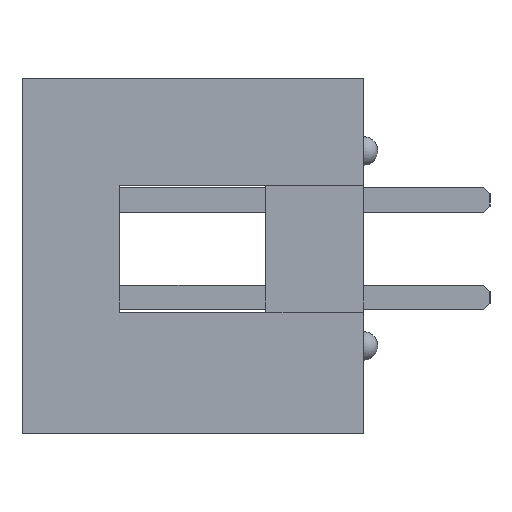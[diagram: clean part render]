
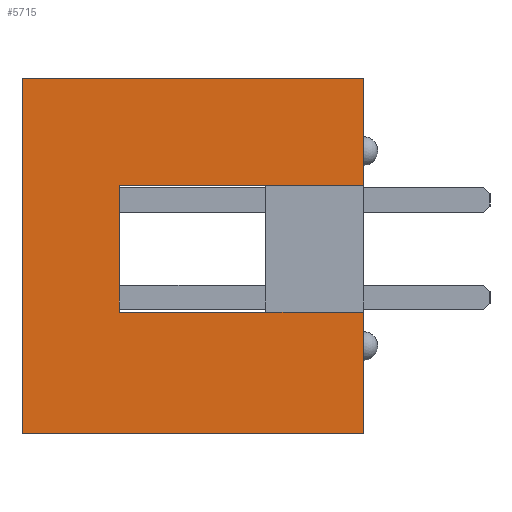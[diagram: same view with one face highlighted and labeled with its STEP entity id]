
A CAD part, left-side view. The second image highlights one B-rep face of the part: STEP entity #5715.
In plain terms, the highlighted planar face has unit normal (-1, 0, 0).
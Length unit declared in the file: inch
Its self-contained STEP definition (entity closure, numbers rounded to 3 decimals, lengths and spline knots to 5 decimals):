
#141=ORIENTED_EDGE('',*,*,#1767,.F.);
#142=ORIENTED_EDGE('',*,*,#1793,.F.);
#143=ORIENTED_EDGE('',*,*,#1790,.F.);
#144=ORIENTED_EDGE('',*,*,#1814,.F.);
#145=ORIENTED_EDGE('',*,*,#1815,.T.);
#146=ORIENTED_EDGE('',*,*,#1816,.T.);
#147=ORIENTED_EDGE('',*,*,#1786,.F.);
#148=ORIENTED_EDGE('',*,*,#1806,.F.);
#1767=EDGE_CURVE('',#2611,#2591,#3175,.T.);
#1786=EDGE_CURVE('',#2630,#2631,#3190,.T.);
#1790=EDGE_CURVE('',#2634,#2635,#3194,.T.);
#1793=EDGE_CURVE('',#2635,#2611,#3197,.T.);
#1806=EDGE_CURVE('',#2591,#2630,#3210,.T.);
#1814=EDGE_CURVE('',#2645,#2634,#3218,.T.);
#1815=EDGE_CURVE('',#2645,#2646,#3219,.T.);
#1816=EDGE_CURVE('',#2646,#2631,#3220,.T.);
#2591=VERTEX_POINT('',#7785);
#2611=VERTEX_POINT('',#7826);
#2630=VERTEX_POINT('',#7865);
#2631=VERTEX_POINT('',#7867);
#2634=VERTEX_POINT('',#7873);
#2635=VERTEX_POINT('',#7875);
#2645=VERTEX_POINT('',#7917);
#2646=VERTEX_POINT('',#7919);
#3175=LINE('',#7827,#4017);
#3190=LINE('',#7866,#4032);
#3194=LINE('',#7874,#4036);
#3197=LINE('',#7879,#4039);
#3210=LINE('',#7902,#4052);
#3218=LINE('',#7916,#4060);
#3219=LINE('',#7918,#4061);
#3220=LINE('',#7920,#4062);
#4017=VECTOR('',#6365,39.37008);
#4032=VECTOR('',#6390,39.37008);
#4036=VECTOR('',#6394,39.37008);
#4039=VECTOR('',#6399,39.37008);
#4052=VECTOR('',#6422,39.37008);
#4060=VECTOR('',#6434,39.37008);
#4061=VECTOR('',#6435,39.37008);
#4062=VECTOR('',#6436,39.37008);
#4845=EDGE_LOOP('',(#141,#142,#143,#144,#145,#146,#147,#148));
#5139=FACE_BOUND('',#4845,.T.);
#5429=PLANE('',#6046);
#5715=ADVANCED_FACE('',(#5139),#5429,.F.);
#6046=AXIS2_PLACEMENT_3D('',#7915,#6432,#6433);
#6365=DIRECTION('',(0.,0.,1.));
#6390=DIRECTION('',(0.,0.,-1.));
#6394=DIRECTION('',(0.,0.,-1.));
#6399=DIRECTION('',(0.,1.,0.));
#6422=DIRECTION('',(0.,-1.,0.));
#6432=DIRECTION('',(1.,0.,0.));
#6433=DIRECTION('',(0.,0.,-1.));
#6434=DIRECTION('',(0.,-1.,0.));
#6435=DIRECTION('',(0.,0.,1.));
#6436=DIRECTION('',(0.,-1.,0.));
#7785=CARTESIAN_POINT('',(-0.65,0.35,0.175));
#7826=CARTESIAN_POINT('',(-0.65,0.35,-0.19));
#7827=CARTESIAN_POINT('',(-0.65,0.35,-0.19));
#7865=CARTESIAN_POINT('',(-0.65,0.,0.175));
#7866=CARTESIAN_POINT('',(-0.65,0.,0.175));
#7867=CARTESIAN_POINT('',(-0.65,0.,0.065));
#7873=CARTESIAN_POINT('',(-0.65,0.,-0.065));
#7874=CARTESIAN_POINT('',(-0.65,0.,0.175));
#7875=CARTESIAN_POINT('',(-0.65,0.,-0.19));
#7879=CARTESIAN_POINT('',(-0.65,0.,-0.19));
#7902=CARTESIAN_POINT('',(-0.65,0.35,0.175));
#7915=CARTESIAN_POINT('',(-0.65,0.,0.));
#7916=CARTESIAN_POINT('',(-0.65,0.25,-0.065));
#7917=CARTESIAN_POINT('',(-0.65,0.25,-0.065));
#7918=CARTESIAN_POINT('',(-0.65,0.25,0.));
#7919=CARTESIAN_POINT('',(-0.65,0.25,0.065));
#7920=CARTESIAN_POINT('',(-0.65,0.25,0.065));
